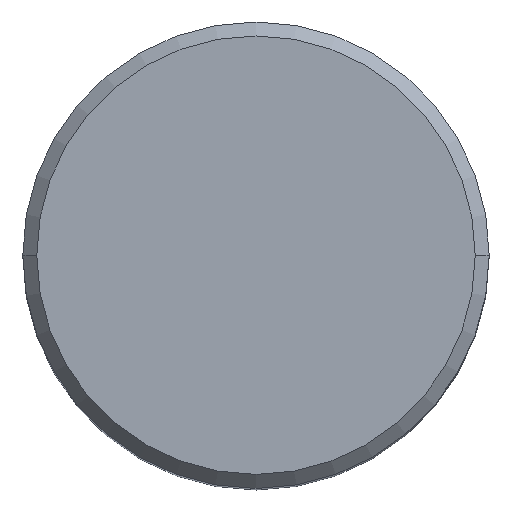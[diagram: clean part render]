
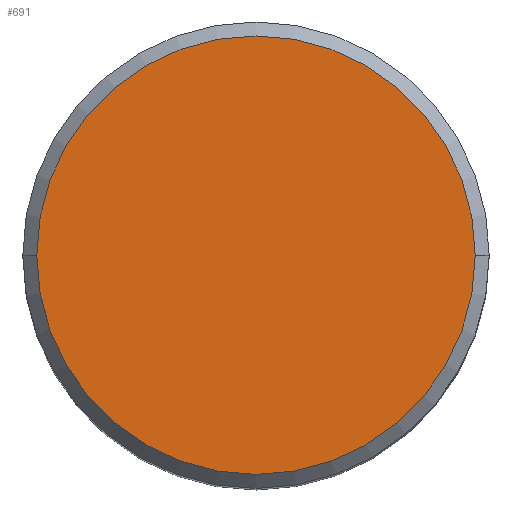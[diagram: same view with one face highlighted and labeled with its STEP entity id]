
A CAD part, top view. The second image highlights one B-rep face of the part: STEP entity #691.
In plain terms, the highlighted planar face has unit normal (0, 0, 1).
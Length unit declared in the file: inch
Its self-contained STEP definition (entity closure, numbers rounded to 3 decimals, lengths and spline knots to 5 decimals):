
#18 = PLANE ( 'NONE',  #523 ) ;
#30 = VERTEX_POINT ( 'NONE', #1502 ) ;
#39 = DIRECTION ( 'NONE',  ( 0., 0., 1. ) ) ;
#178 = EDGE_LOOP ( 'NONE', ( #396, #902 ) ) ;
#252 = FACE_OUTER_BOUND ( 'NONE', #178, .T. ) ;
#346 = AXIS2_PLACEMENT_3D ( 'NONE', #1189, #1095, #945 ) ;
#396 = ORIENTED_EDGE ( 'NONE', *, *, #1279, .T. ) ;
#495 = CARTESIAN_POINT ( 'NONE',  ( 0., 0., 4. ) ) ;
#523 = AXIS2_PLACEMENT_3D ( 'NONE', #495, #1106, #974 ) ;
#539 = DIRECTION ( 'NONE',  ( 1., 0., 0. ) ) ;
#679 = AXIS2_PLACEMENT_3D ( 'NONE', #777, #39, #539 ) ;
#691 = ADVANCED_FACE ( 'NONE', ( #252 ), #18, .T. ) ;
#774 = CIRCLE ( 'NONE', #679, 0.235 ) ;
#777 = CARTESIAN_POINT ( 'NONE',  ( 0., 0., 4. ) ) ;
#784 = CARTESIAN_POINT ( 'NONE',  ( -0.235, 0., 4. ) ) ;
#852 = EDGE_CURVE ( 'NONE', #30, #1005, #774, .T. ) ;
#902 = ORIENTED_EDGE ( 'NONE', *, *, #852, .T. ) ;
#945 = DIRECTION ( 'NONE',  ( 1., 0., 0. ) ) ;
#974 = DIRECTION ( 'NONE',  ( 1., 0., 0. ) ) ;
#1005 = VERTEX_POINT ( 'NONE', #784 ) ;
#1095 = DIRECTION ( 'NONE',  ( 0., 0., 1. ) ) ;
#1106 = DIRECTION ( 'NONE',  ( 0., 0., 1. ) ) ;
#1189 = CARTESIAN_POINT ( 'NONE',  ( 0., 0., 4. ) ) ;
#1279 = EDGE_CURVE ( 'NONE', #1005, #30, #1475, .T. ) ;
#1475 = CIRCLE ( 'NONE', #346, 0.235 ) ;
#1502 = CARTESIAN_POINT ( 'NONE',  ( 0.235, 0., 4. ) ) ;
